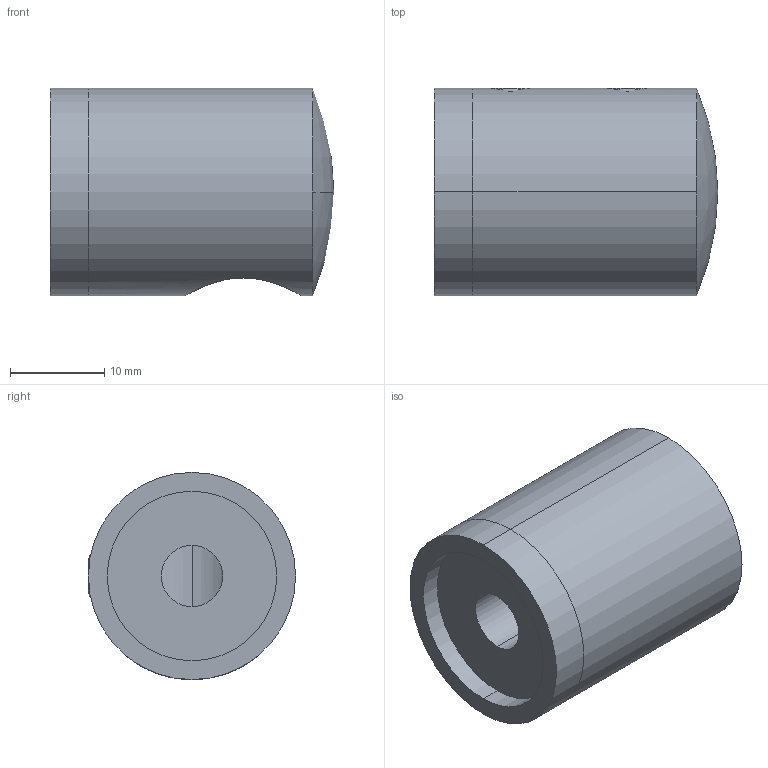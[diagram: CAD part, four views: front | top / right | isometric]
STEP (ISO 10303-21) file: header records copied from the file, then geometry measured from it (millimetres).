
FILE_DESCRIPTION (( 'STEP AP203' ), '1' );
FILE_NAME ('A_0832-000.STEP', '2020-03-02T08:41:57', ( '' ), ( '' ), 'SwSTEP 2.0', 'SolidWorks 2019', '' );
FILE_SCHEMA (( 'CONFIG_CONTROL_DESIGN' ));
Length unit declared in the file: millimetre
Products named in the file (5): A_0832-000; SKRUTKA DIN 913_SKRUTKA M 5X 5; DIN 914_SKRUTKA M 5X 5; A_0832-000.P1; A_0832-000.P2
Assembly tree (4 placements, depth 2):
  A_0832-000
    A_0832-000.P1
    A_0832-000.P2
    DIN 914_SKRUTKA M 5X 5
    SKRUTKA DIN 913_SKRUTKA M 5X 5
Bounding box: 30.1 x 22 x 22 mm (x, y, z)
Volume: 7429.6 mm3; surface area: 5185.1 mm2
Topology: 4 solids, 4 shells, 67 faces, 151 edges, 92 vertices
Faces by surface type: cylinder 24, plane 23, cone 18, sphere 2
Entity records: 2741 total; most frequent: CARTESIAN_POINT 706, DIRECTION 336, ORIENTED_EDGE 298, EDGE_CURVE 149, AXIS2_PLACEMENT_3D 128, VERTEX_POINT 92, LINE 80, VECTOR 80
